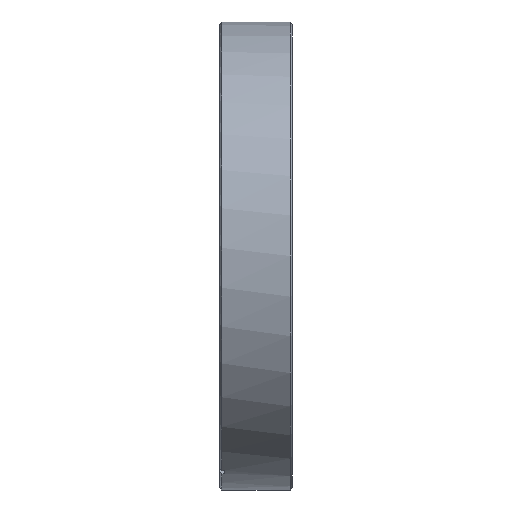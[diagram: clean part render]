
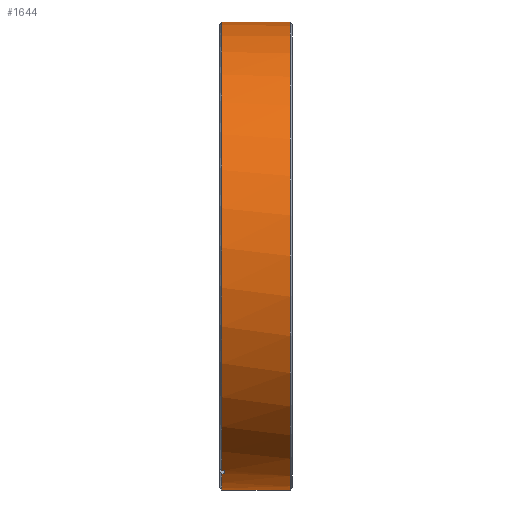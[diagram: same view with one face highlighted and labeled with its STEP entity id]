
A CAD part, left-side view. The second image highlights one B-rep face of the part: STEP entity #1644.
In plain terms, the highlighted cylindrical face has radius 56.75 mm (diameter 113.5 mm), a partial arc.
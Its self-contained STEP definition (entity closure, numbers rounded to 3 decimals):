
#27 = ORIENTED_EDGE ( 'NONE', *, *, #282, .F. ) ;
#81 = DIRECTION ( 'NONE',  ( 0., 0., -1. ) ) ;
#93 = EDGE_LOOP ( 'NONE', ( #27, #2172, #1817, #374, #767, #2211, #785, #2377 ) ) ;
#150 = DIRECTION ( 'NONE',  ( 0., 1., 0. ) ) ;
#173 = AXIS2_PLACEMENT_3D ( 'NONE', #571, #1321, #343 ) ;
#258 = CARTESIAN_POINT ( 'NONE',  ( 0., -0.5, 0. ) ) ;
#282 = EDGE_CURVE ( 'NONE', #522, #2453, #2527, .T. ) ;
#296 = CARTESIAN_POINT ( 'NONE',  ( 0., -0.5, 56.75 ) ) ;
#319 = EDGE_CURVE ( 'NONE', #366, #878, #2458, .T. ) ;
#343 = DIRECTION ( 'NONE',  ( 0., 0., -1. ) ) ;
#366 = VERTEX_POINT ( 'NONE', #949 ) ;
#373 = DIRECTION ( 'NONE',  ( 0., 0., -1. ) ) ;
#374 = ORIENTED_EDGE ( 'NONE', *, *, #1345, .T. ) ;
#424 = CARTESIAN_POINT ( 'NONE',  ( 0., -17., 56.75 ) ) ;
#522 = VERTEX_POINT ( 'NONE', #296 ) ;
#571 = CARTESIAN_POINT ( 'NONE',  ( 0., -1., 0. ) ) ;
#752 = DIRECTION ( 'NONE',  ( 0., -1., 0. ) ) ;
#766 = CARTESIAN_POINT ( 'NONE',  ( 0., -17., 0. ) ) ;
#767 = ORIENTED_EDGE ( 'NONE', *, *, #1358, .T. ) ;
#785 = ORIENTED_EDGE ( 'NONE', *, *, #319, .T. ) ;
#833 = CARTESIAN_POINT ( 'NONE',  ( -22.638, -0.5, -52.039 ) ) ;
#842 = VERTEX_POINT ( 'NONE', #1962 ) ;
#878 = VERTEX_POINT ( 'NONE', #1748 ) ;
#896 = CIRCLE ( 'NONE', #2330, 56.75 ) ;
#949 = CARTESIAN_POINT ( 'NONE',  ( 0., -0.5, -56.75 ) ) ;
#951 = CARTESIAN_POINT ( 'NONE',  ( -22.638, -24.574, -52.039 ) ) ;
#968 = DIRECTION ( 'NONE',  ( 0., 1., 0. ) ) ;
#1042 = VECTOR ( 'NONE', #150, 1000. ) ;
#1070 = VERTEX_POINT ( 'NONE', #833 ) ;
#1071 = DIRECTION ( 'NONE',  ( 0., 0., -1. ) ) ;
#1097 = DIRECTION ( 'NONE',  ( 0., -1., 0. ) ) ;
#1111 = CARTESIAN_POINT ( 'NONE',  ( 0., -24.574, -56.75 ) ) ;
#1119 = CARTESIAN_POINT ( 'NONE',  ( -20.79, -1., -52.805 ) ) ;
#1259 = LINE ( 'NONE', #1510, #1042 ) ;
#1272 = EDGE_CURVE ( 'NONE', #522, #1070, #2339, .T. ) ;
#1316 = EDGE_CURVE ( 'NONE', #1070, #2137, #1518, .T. ) ;
#1321 = DIRECTION ( 'NONE',  ( 0., -1., 0. ) ) ;
#1345 = EDGE_CURVE ( 'NONE', #2137, #2401, #1636, .T. ) ;
#1353 = AXIS2_PLACEMENT_3D ( 'NONE', #1729, #1937, #373 ) ;
#1358 = EDGE_CURVE ( 'NONE', #2401, #842, #1259, .T. ) ;
#1372 = VECTOR ( 'NONE', #1409, 1000. ) ;
#1406 = EDGE_CURVE ( 'NONE', #878, #2453, #896, .T. ) ;
#1408 = CARTESIAN_POINT ( 'NONE',  ( 0., -24.574, 56.75 ) ) ;
#1409 = DIRECTION ( 'NONE',  ( 0., -1., 0. ) ) ;
#1429 = DIRECTION ( 'NONE',  ( 0., -1., 0. ) ) ;
#1510 = CARTESIAN_POINT ( 'NONE',  ( -20.79, -24.574, -52.805 ) ) ;
#1518 = LINE ( 'NONE', #951, #1808 ) ;
#1530 = AXIS2_PLACEMENT_3D ( 'NONE', #258, #1429, #81 ) ;
#1636 = CIRCLE ( 'NONE', #173, 56.75 ) ;
#1644 = ADVANCED_FACE ( 'NONE', ( #2463 ), #2431, .T. ) ;
#1686 = EDGE_CURVE ( 'NONE', #842, #366, #2436, .T. ) ;
#1729 = CARTESIAN_POINT ( 'NONE',  ( 0., -24.574, 0. ) ) ;
#1730 = AXIS2_PLACEMENT_3D ( 'NONE', #2042, #2246, #1071 ) ;
#1748 = CARTESIAN_POINT ( 'NONE',  ( 0., -17., -56.75 ) ) ;
#1808 = VECTOR ( 'NONE', #752, 1000. ) ;
#1817 = ORIENTED_EDGE ( 'NONE', *, *, #1316, .T. ) ;
#1937 = DIRECTION ( 'NONE',  ( 0., -1., 0. ) ) ;
#1962 = CARTESIAN_POINT ( 'NONE',  ( -20.79, -0.5, -52.805 ) ) ;
#2042 = CARTESIAN_POINT ( 'NONE',  ( 0., -0.5, 0. ) ) ;
#2134 = DIRECTION ( 'NONE',  ( 0., 0., 1. ) ) ;
#2137 = VERTEX_POINT ( 'NONE', #2489 ) ;
#2172 = ORIENTED_EDGE ( 'NONE', *, *, #1272, .T. ) ;
#2211 = ORIENTED_EDGE ( 'NONE', *, *, #1686, .T. ) ;
#2246 = DIRECTION ( 'NONE',  ( 0., -1., 0. ) ) ;
#2330 = AXIS2_PLACEMENT_3D ( 'NONE', #766, #968, #2134 ) ;
#2339 = CIRCLE ( 'NONE', #1530, 56.75 ) ;
#2377 = ORIENTED_EDGE ( 'NONE', *, *, #1406, .T. ) ;
#2401 = VERTEX_POINT ( 'NONE', #1119 ) ;
#2431 = CYLINDRICAL_SURFACE ( 'NONE', #1353, 56.75 ) ;
#2436 = CIRCLE ( 'NONE', #1730, 56.75 ) ;
#2453 = VERTEX_POINT ( 'NONE', #424 ) ;
#2458 = LINE ( 'NONE', #1111, #2495 ) ;
#2463 = FACE_OUTER_BOUND ( 'NONE', #93, .T. ) ;
#2489 = CARTESIAN_POINT ( 'NONE',  ( -22.638, -1., -52.039 ) ) ;
#2495 = VECTOR ( 'NONE', #1097, 1000. ) ;
#2527 = LINE ( 'NONE', #1408, #1372 ) ;
